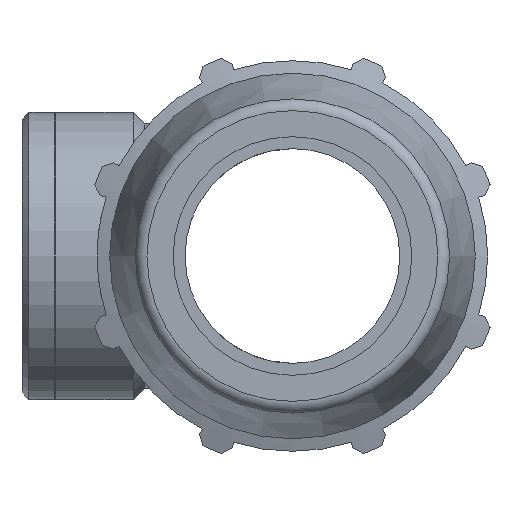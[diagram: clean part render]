
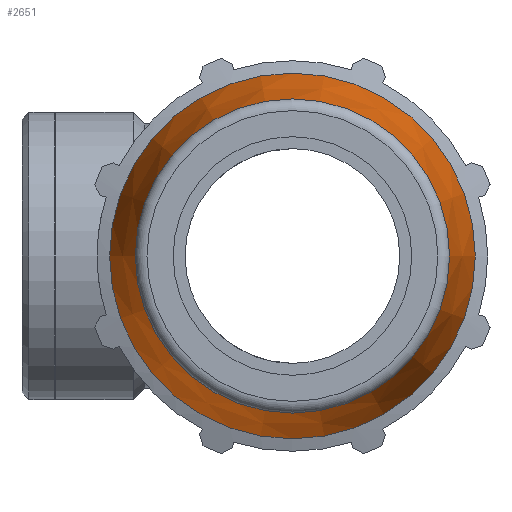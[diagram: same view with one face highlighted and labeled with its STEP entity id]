
A CAD part, left-side view. The second image highlights one B-rep face of the part: STEP entity #2651.
In plain terms, the highlighted conical face has half-angle 12 degrees and reference radius 53.112 mm.
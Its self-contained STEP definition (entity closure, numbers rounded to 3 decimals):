
#560=CONICAL_SURFACE('',#2865,53.112,12.);
#593=FACE_BOUND('',#865,.T.);
#694=FACE_OUTER_BOUND('',#864,.T.);
#864=EDGE_LOOP('',(#2128));
#865=EDGE_LOOP('',(#2129));
#1035=CIRCLE('',#2820,57.473);
#1041=CIRCLE('',#2863,49.381);
#1234=VERTEX_POINT('',#4248);
#1240=VERTEX_POINT('',#4320);
#1538=EDGE_CURVE('',#1234,#1234,#1035,.T.);
#1567=EDGE_CURVE('',#1240,#1240,#1041,.T.);
#2128=ORIENTED_EDGE('',*,*,#1538,.F.);
#2129=ORIENTED_EDGE('',*,*,#1567,.T.);
#2651=ADVANCED_FACE('',(#694,#593),#560,.T.);
#2820=AXIS2_PLACEMENT_3D('',#4249,#3254,#3255);
#2863=AXIS2_PLACEMENT_3D('',#4321,#3363,#3364);
#2865=AXIS2_PLACEMENT_3D('',#4324,#3367,#3368);
#3254=DIRECTION('center_axis',(1.,0.,0.));
#3255=DIRECTION('ref_axis',(0.,0.,-1.));
#3363=DIRECTION('center_axis',(1.,0.,0.));
#3364=DIRECTION('ref_axis',(0.,-1.,0.));
#3367=DIRECTION('center_axis',(1.,0.,0.));
#3368=DIRECTION('ref_axis',(0.,1.,0.));
#4248=CARTESIAN_POINT('',(-129.96,57.473,0.));
#4249=CARTESIAN_POINT('Origin',(-129.96,0.,0.));
#4320=CARTESIAN_POINT('',(-168.03,49.381,0.));
#4321=CARTESIAN_POINT('Origin',(-168.03,0.,
0.));
#4324=CARTESIAN_POINT('Origin',(-150.48,0.,0.));
